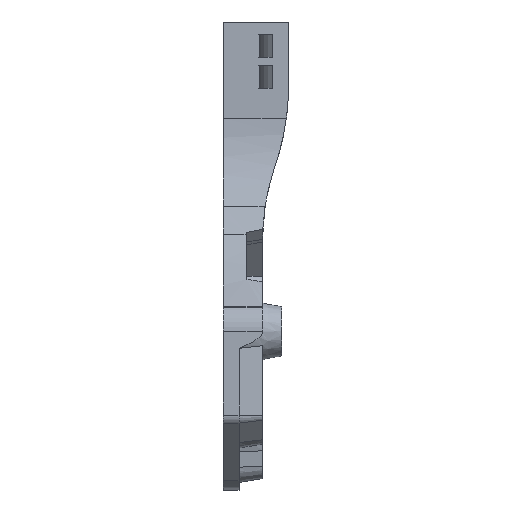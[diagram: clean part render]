
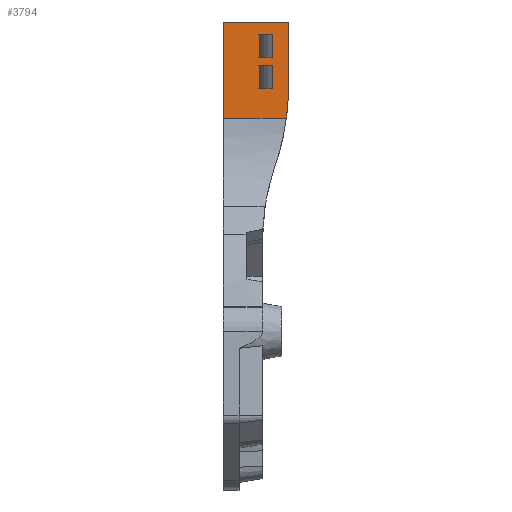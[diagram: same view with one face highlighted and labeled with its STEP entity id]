
A CAD part, front view. The second image highlights one B-rep face of the part: STEP entity #3794.
In plain terms, the highlighted planar face has unit normal (0, -1, 0).
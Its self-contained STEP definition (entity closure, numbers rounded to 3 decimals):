
#105=FACE_BOUND('',#637,.T.);
#106=FACE_BOUND('',#638,.T.);
#198=PLANE('',#4197);
#404=FACE_OUTER_BOUND('',#636,.T.);
#636=EDGE_LOOP('',(#3451,#3452,#3453,#3454,#3455));
#637=EDGE_LOOP('',(#3456,#3457,#3458,#3459));
#638=EDGE_LOOP('',(#3460,#3461,#3462,#3463));
#666=LINE('',#5416,#1016);
#988=LINE('',#6577,#1338);
#989=LINE('',#6583,#1339);
#990=LINE('',#6588,#1340);
#993=LINE('',#6601,#1343);
#994=LINE('',#6602,#1344);
#995=LINE('',#6604,#1345);
#996=LINE('',#6606,#1346);
#997=LINE('',#6607,#1347);
#998=LINE('',#6610,#1348);
#999=LINE('',#6611,#1349);
#1000=LINE('',#6612,#1350);
#1016=VECTOR('',#4269,10.);
#1338=VECTOR('',#5291,10.);
#1339=VECTOR('',#5298,10.);
#1340=VECTOR('',#5303,10.);
#1343=VECTOR('',#5312,10.);
#1344=VECTOR('',#5313,10.);
#1345=VECTOR('',#5314,10.);
#1346=VECTOR('',#5315,10.);
#1347=VECTOR('',#5316,10.);
#1348=VECTOR('',#5317,10.);
#1349=VECTOR('',#5318,10.);
#1350=VECTOR('',#5319,10.);
#1530=CIRCLE('',#4196,32.25);
#1560=VERTEX_POINT('',#5413);
#1561=VERTEX_POINT('',#5415);
#1866=VERTEX_POINT('',#6574);
#1867=VERTEX_POINT('',#6576);
#1868=VERTEX_POINT('',#6580);
#1869=VERTEX_POINT('',#6582);
#1870=VERTEX_POINT('',#6586);
#1871=VERTEX_POINT('',#6587);
#1872=VERTEX_POINT('',#6592);
#1873=VERTEX_POINT('',#6603);
#1874=VERTEX_POINT('',#6605);
#1875=VERTEX_POINT('',#6608);
#1876=VERTEX_POINT('',#6609);
#1905=EDGE_CURVE('',#1560,#1561,#666,.T.);
#2405=EDGE_CURVE('',#1866,#1867,#988,.T.);
#2408=EDGE_CURVE('',#1868,#1869,#989,.T.);
#2410=EDGE_CURVE('',#1870,#1871,#990,.T.);
#2413=EDGE_CURVE('',#1872,#1870,#1530,.T.);
#2415=EDGE_CURVE('',#1560,#1872,#993,.T.);
#2416=EDGE_CURVE('',#1871,#1561,#994,.T.);
#2417=EDGE_CURVE('',#1873,#1868,#995,.T.);
#2418=EDGE_CURVE('',#1874,#1873,#996,.T.);
#2419=EDGE_CURVE('',#1874,#1869,#997,.T.);
#2420=EDGE_CURVE('',#1875,#1876,#998,.T.);
#2421=EDGE_CURVE('',#1867,#1875,#999,.T.);
#2422=EDGE_CURVE('',#1876,#1866,#1000,.T.);
#3451=ORIENTED_EDGE('',*,*,#2415,.T.);
#3452=ORIENTED_EDGE('',*,*,#2413,.T.);
#3453=ORIENTED_EDGE('',*,*,#2410,.T.);
#3454=ORIENTED_EDGE('',*,*,#2416,.T.);
#3455=ORIENTED_EDGE('',*,*,#1905,.F.);
#3456=ORIENTED_EDGE('',*,*,#2417,.F.);
#3457=ORIENTED_EDGE('',*,*,#2418,.F.);
#3458=ORIENTED_EDGE('',*,*,#2419,.T.);
#3459=ORIENTED_EDGE('',*,*,#2408,.F.);
#3460=ORIENTED_EDGE('',*,*,#2420,.F.);
#3461=ORIENTED_EDGE('',*,*,#2421,.F.);
#3462=ORIENTED_EDGE('',*,*,#2405,.F.);
#3463=ORIENTED_EDGE('',*,*,#2422,.F.);
#3794=ADVANCED_FACE('',(#404,#105,#106),#198,.T.);
#4196=AXIS2_PLACEMENT_3D('',#6593,#5308,#5309);
#4197=AXIS2_PLACEMENT_3D('',#6600,#5310,#5311);
#4269=DIRECTION('',(0.,0.,1.));
#5291=DIRECTION('',(1.,0.,0.));
#5298=DIRECTION('',(0.,0.,-1.));
#5303=DIRECTION('',(0.,0.,1.));
#5308=DIRECTION('center_axis',(0.,-1.,0.));
#5309=DIRECTION('ref_axis',(0.995,0.,-0.098));
#5310=DIRECTION('center_axis',(0.,-1.,0.));
#5311=DIRECTION('ref_axis',(0.,0.,1.));
#5312=DIRECTION('',(1.,0.,0.));
#5313=DIRECTION('',(-1.,0.,0.));
#5314=DIRECTION('',(-1.,0.,0.));
#5315=DIRECTION('',(0.,0.,1.));
#5316=DIRECTION('',(-1.,0.,0.));
#5317=DIRECTION('',(-1.,0.,0.));
#5318=DIRECTION('',(0.,0.,1.));
#5319=DIRECTION('',(0.,0.,-1.));
#5413=CARTESIAN_POINT('',(-6.5,115.78,27.421));
#5415=CARTESIAN_POINT('',(-6.5,115.78,39.786));
#5416=CARTESIAN_POINT('',(-6.5,115.78,9.242));
#6574=CARTESIAN_POINT('',(-1.845,115.78,35.236));
#6576=CARTESIAN_POINT('',(-0.24,115.78,35.236));
#6577=CARTESIAN_POINT('',(-0.785,115.78,35.236));
#6580=CARTESIAN_POINT('',(-1.845,115.78,34.236));
#6582=CARTESIAN_POINT('',(-1.845,115.78,31.236));
#6583=CARTESIAN_POINT('',(-1.845,115.78,32.236));
#6586=CARTESIAN_POINT('',(1.864,115.78,31.666));
#6587=CARTESIAN_POINT('',(1.864,115.78,39.786));
#6588=CARTESIAN_POINT('',(1.864,115.78,38.786));
#6592=CARTESIAN_POINT('',(1.583,115.78,27.421));
#6593=CARTESIAN_POINT('Origin',(-30.386,115.78,31.666));
#6600=CARTESIAN_POINT('Origin',(-1.5,115.78,17.366));
#6601=CARTESIAN_POINT('',(-4.,115.78,27.421));
#6602=CARTESIAN_POINT('',(-4.,115.78,39.786));
#6603=CARTESIAN_POINT('',(-0.24,115.78,34.236));
#6604=CARTESIAN_POINT('',(-2.895,115.78,34.236));
#6605=CARTESIAN_POINT('',(-0.24,115.78,31.236));
#6606=CARTESIAN_POINT('',(-0.24,115.78,32.236));
#6607=CARTESIAN_POINT('',(-2.895,115.78,31.236));
#6608=CARTESIAN_POINT('',(-0.24,115.78,38.236));
#6609=CARTESIAN_POINT('',(-1.845,115.78,38.236));
#6610=CARTESIAN_POINT('',(-0.785,115.78,38.236));
#6611=CARTESIAN_POINT('',(-0.24,115.78,36.236));
#6612=CARTESIAN_POINT('',(-1.845,115.78,36.236));
